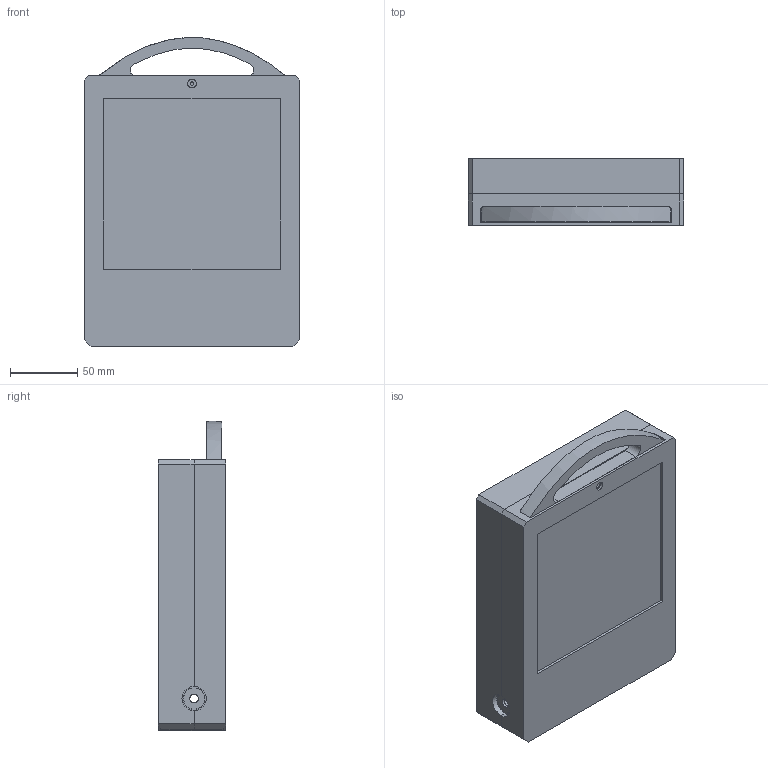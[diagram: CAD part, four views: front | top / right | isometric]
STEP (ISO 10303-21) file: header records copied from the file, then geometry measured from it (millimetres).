
FILE_DESCRIPTION( ( '' ), ' ' );
FILE_NAME( '5b7295d7eaac921029427652.step', '2018-08-14T08:41:59', ( '' ), ( '' ), ' ', ' ', ' ' );
FILE_SCHEMA( ( 'AUTOMOTIVE_DESIGN { 1 0 10303 214 1 1 1 1 }' ) );
Length unit declared in the file: metre
Products named in the file (9): 6mm adapter; rear-fan-grill; case; cartridge; fan-grill; rear-cover; cover; carbon filter; fan
Bounding box: 160 x 50.1 x 229.61 mm (x, y, z)
Volume: 1057627.6 mm3; surface area: 344533.4 mm2
Topology: 9 solids, 9 shells, 289 faces, 783 edges, 515 vertices
Faces by surface type: plane 197, cylinder 74, torus 8, bspline 8, extrusion 2
Full cylindrical faces by diameter (mm): 2.5 x1, 4 x8, 6.4 x1, 6.5 x2, 12.2 x1, 16 x1
Entity records: 11732 total; most frequent: CARTESIAN_POINT 1956, ORIENTED_EDGE 1532, DIRECTION 1486, EDGE_CURVE 766, VECTOR 566, LINE 564, VERTEX_POINT 512, AXIS2_PLACEMENT_3D 460
